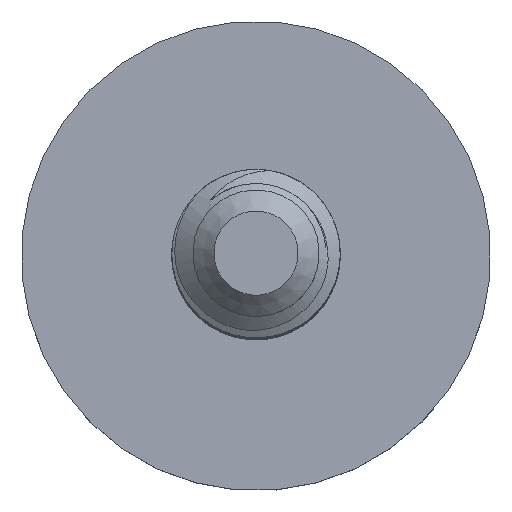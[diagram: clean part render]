
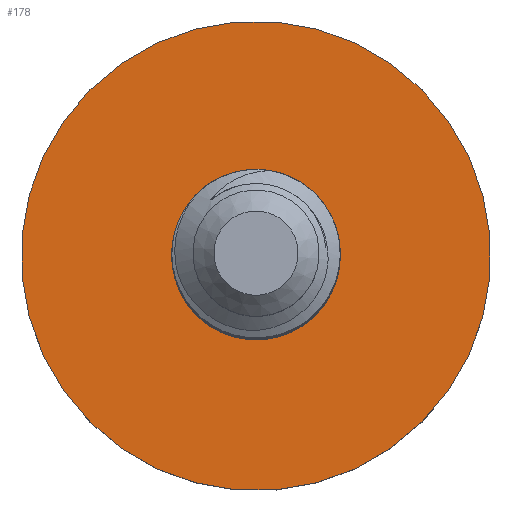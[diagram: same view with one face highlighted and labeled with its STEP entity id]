
A CAD part, top view. The second image highlights one B-rep face of the part: STEP entity #178.
In plain terms, the highlighted planar face has unit normal (0, 0.004, 1).
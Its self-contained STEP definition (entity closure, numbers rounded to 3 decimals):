
#68=PLANE('',#554);
#178=ADVANCED_FACE('',(#212,#213),#68,.F.);
#212=FACE_BOUND('',#246,.T.);
#213=FACE_BOUND('',#247,.T.);
#246=EDGE_LOOP('',(#339));
#247=EDGE_LOOP('',(#340));
#339=ORIENTED_EDGE('',*,*,#492,.T.);
#340=ORIENTED_EDGE('',*,*,#491,.T.);
#435=VERTEX_POINT('',#849);
#436=VERTEX_POINT('',#852);
#491=EDGE_CURVE('',#435,#435,#522,.T.);
#492=EDGE_CURVE('',#436,#436,#523,.T.);
#522=CIRCLE('',#551,11.15);
#523=CIRCLE('',#553,3.994);
#551=AXIS2_PLACEMENT_3D('',#848,#619,#620);
#553=AXIS2_PLACEMENT_3D('',#851,#623,#624);
#554=AXIS2_PLACEMENT_3D('',#853,#625,#626);
#619=DIRECTION('',(0.,0.004,1.));
#620=DIRECTION('',(-0.996,0.087,0.));
#623=DIRECTION('',(0.,-0.004,-1.));
#624=DIRECTION('',(0.996,-0.087,0.));
#625=DIRECTION('',(0.,-0.004,-1.));
#626=DIRECTION('',(0.996,-0.087,0.));
#848=CARTESIAN_POINT('',(455.998,-705.008,321.384));
#849=CARTESIAN_POINT('',(444.89,-704.033,321.38));
#851=CARTESIAN_POINT('',(455.998,-705.008,321.384));
#852=CARTESIAN_POINT('',(459.976,-705.357,321.385));
#853=CARTESIAN_POINT('',(455.998,-705.008,321.384));
